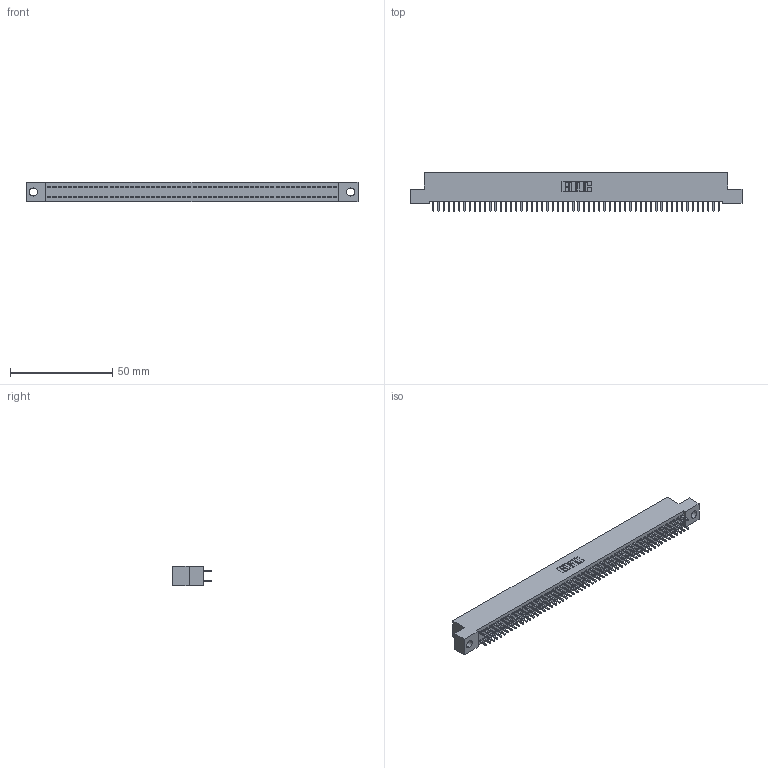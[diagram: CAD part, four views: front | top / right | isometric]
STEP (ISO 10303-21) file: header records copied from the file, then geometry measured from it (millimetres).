
FILE_DESCRIPTION (( 'STEP AP203' ), '1' );
FILE_NAME ('342-112-521-204.STEP', '2019-10-04T20:47:53', ( '' ), ( '' ), 'SwSTEP 2.0', 'SolidWorks 2016', '' );
FILE_SCHEMA (( 'CONFIG_CONTROL_DESIGN' ));
Length unit declared in the file: inch
Products named in the file (3): 342 Part_.156 TH; 345-292-001_345-293-121; 342-112-521-204
Assembly tree (113 placements, depth 2):
  342-112-521-204
    342 Part_.156 TH
    345-292-001_345-293-121  x112
Bounding box: 162.56 x 19.06 x 9.4 mm (x, y, z)
Volume: 14539.5 mm3; surface area: 23526.4 mm2
Topology: 113 solids, 113 shells, 5934 faces, 17659 edges, 11622 vertices
Faces by surface type: plane 4098, cylinder 1836
Entity records: 34105 total; most frequent: CARTESIAN_POINT 5634, ORIENTED_EDGE 5570, DIRECTION 4789, EDGE_CURVE 2785, VECTOR 2657, LINE 2657, VERTEX_POINT 1854, AXIS2_PLACEMENT_3D 1066
